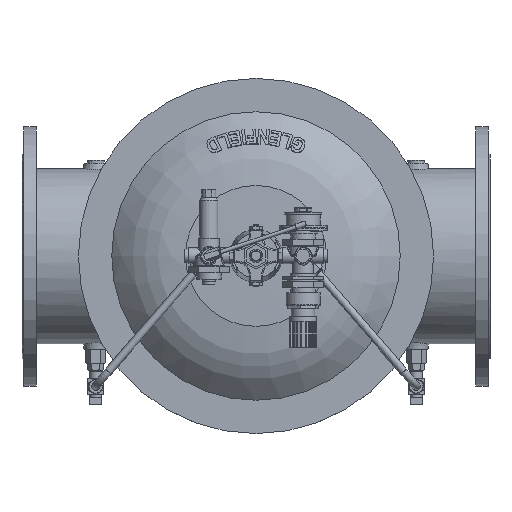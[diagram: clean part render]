
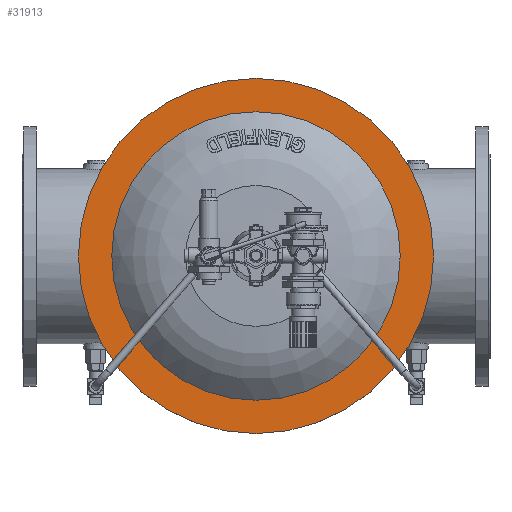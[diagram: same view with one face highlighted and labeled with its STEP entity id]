
A CAD part, top view. The second image highlights one B-rep face of the part: STEP entity #31913.
In plain terms, the highlighted planar face has unit normal (0, 0, 1).
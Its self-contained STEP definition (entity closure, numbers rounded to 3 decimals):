
#262 = EDGE_LOOP ( 'NONE', ( #19543 ) ) ;
#12888 = CARTESIAN_POINT ( 'NONE',  ( 0., 0., 13. ) ) ;
#12890 = PLANE ( 'NONE',  #13100 ) ;
#12898 = DIRECTION ( 'NONE',  ( 0., 0., 1. ) ) ;
#12899 = DIRECTION ( 'NONE',  ( 1., 0., 0. ) ) ;
#13100 = AXIS2_PLACEMENT_3D ( 'NONE', #12888, #12898, #12899 ) ;
#13857 = CARTESIAN_POINT ( 'NONE',  ( 0., 0., 13. ) ) ;
#13858 = DIRECTION ( 'NONE',  ( 0., 0., -1. ) ) ;
#13859 = DIRECTION ( 'NONE',  ( -1., 0., 0. ) ) ;
#13861 = CARTESIAN_POINT ( 'NONE',  ( 0., 0., 13. ) ) ;
#13862 = DIRECTION ( 'NONE',  ( 0., 0., 1. ) ) ;
#13863 = DIRECTION ( 'NONE',  ( 1., 0., 0. ) ) ;
#16999 = EDGE_CURVE ( 'NONE', #27415, #27415, #30490, .T. ) ;
#17000 = EDGE_CURVE ( 'NONE', #27417, #27417, #30491, .T. ) ;
#18660 = EDGE_LOOP ( 'NONE', ( #19541 ) ) ;
#19541 = ORIENTED_EDGE ( 'NONE', *, *, #17000, .T. ) ;
#19543 = ORIENTED_EDGE ( 'NONE', *, *, #16999, .T. ) ;
#19661 = FACE_OUTER_BOUND ( 'NONE', #18660, .T. ) ;
#19667 = FACE_BOUND ( 'NONE', #262, .T. ) ;
#25096 = AXIS2_PLACEMENT_3D ( 'NONE', #13857, #13858, #13859 ) ;
#25097 = AXIS2_PLACEMENT_3D ( 'NONE', #13861, #13862, #13863 ) ;
#27415 = VERTEX_POINT ( 'NONE', #31015 ) ;
#27417 = VERTEX_POINT ( 'NONE', #31017 ) ;
#30490 = CIRCLE ( 'NONE', #25096, 225. ) ;
#30491 = CIRCLE ( 'NONE', #25097, 277. ) ;
#31015 = CARTESIAN_POINT ( 'NONE',  ( -225., 0., 13. ) ) ;
#31017 = CARTESIAN_POINT ( 'NONE',  ( 277., 0., 13. ) ) ;
#31913 = ADVANCED_FACE ( 'NONE', ( #19661, #19667 ), #12890, .T. ) ;
